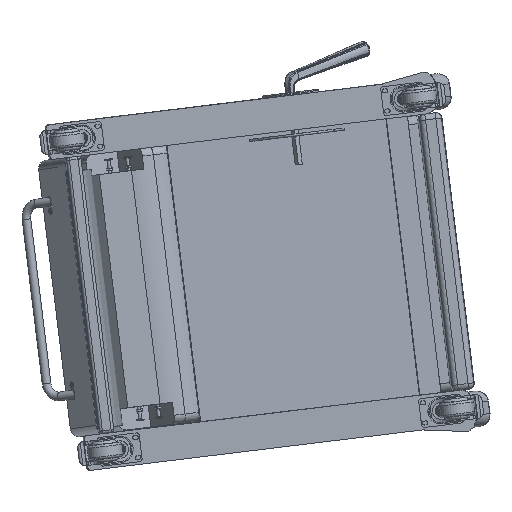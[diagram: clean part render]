
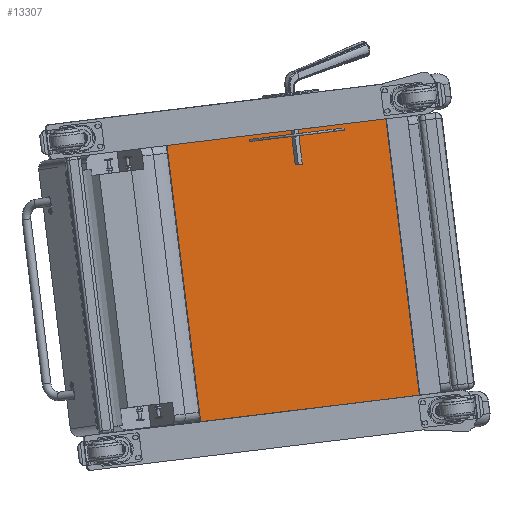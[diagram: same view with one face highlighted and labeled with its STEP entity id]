
A CAD part, front view. The second image highlights one B-rep face of the part: STEP entity #13307.
In plain terms, the highlighted face is planar.
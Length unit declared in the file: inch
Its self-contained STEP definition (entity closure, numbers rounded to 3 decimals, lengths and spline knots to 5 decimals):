
#2881=FACE_OUTER_BOUND('',#3787,.T.);
#3787=EDGE_LOOP('',(#11347,#11348,#11349,#11350));
#4660=LINE('',#25266,#5426);
#4667=LINE('',#25280,#5433);
#4669=LINE('',#25283,#5435);
#4675=LINE('',#25300,#5441);
#5426=VECTOR('',#18605,0.3937);
#5433=VECTOR('',#18614,0.3937);
#5435=VECTOR('',#18618,0.3937);
#5441=VECTOR('',#18634,0.3937);
#6467=VERTEX_POINT('',#25263);
#6468=VERTEX_POINT('',#25265);
#6473=VERTEX_POINT('',#25277);
#6474=VERTEX_POINT('',#25279);
#8134=EDGE_CURVE('',#6467,#6468,#4660,.T.);
#8141=EDGE_CURVE('',#6473,#6474,#4667,.T.);
#8143=EDGE_CURVE('',#6467,#6474,#4669,.T.);
#8149=EDGE_CURVE('',#6473,#6468,#4675,.T.);
#11347=ORIENTED_EDGE('',*,*,#8149,.T.);
#11348=ORIENTED_EDGE('',*,*,#8134,.F.);
#11349=ORIENTED_EDGE('',*,*,#8143,.T.);
#11350=ORIENTED_EDGE('',*,*,#8141,.F.);
#12649=PLANE('',#15154);
#13307=ADVANCED_FACE('',(#2881),#12649,.T.);
#15154=AXIS2_PLACEMENT_3D('',#25301,#18635,#18636);
#18605=DIRECTION('',(1.,0.,0.));
#18614=DIRECTION('',(-1.,0.,0.));
#18618=DIRECTION('',(0.,0.,-1.));
#18634=DIRECTION('',(0.,0.,1.));
#18635=DIRECTION('center_axis',(0.,-1.,0.));
#18636=DIRECTION('ref_axis',(1.,0.,0.));
#25263=CARTESIAN_POINT('',(-12.33407,-1.97439,12.));
#25265=CARTESIAN_POINT('',(6.68333,-1.97439,12.));
#25266=CARTESIAN_POINT('',(-12.33407,-1.97439,12.));
#25277=CARTESIAN_POINT('',(6.68333,-1.97439,-12.));
#25279=CARTESIAN_POINT('',(-12.33407,-1.97439,-12.));
#25280=CARTESIAN_POINT('',(-12.33407,-1.97439,-12.));
#25283=CARTESIAN_POINT('',(-12.33407,-1.97439,0.));
#25300=CARTESIAN_POINT('',(6.68333,-1.97439,0.));
#25301=CARTESIAN_POINT('Origin',(-12.33407,-1.97439,0.));
